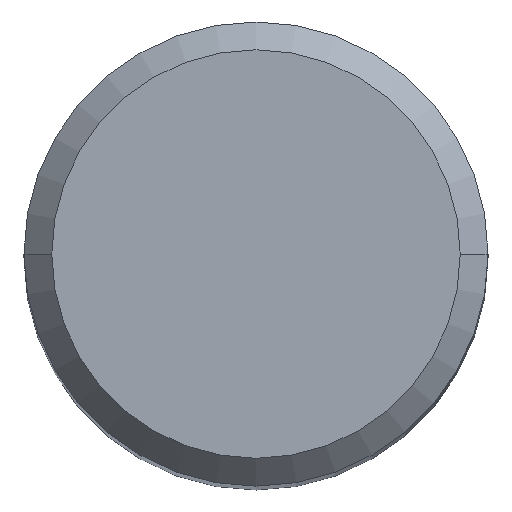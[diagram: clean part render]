
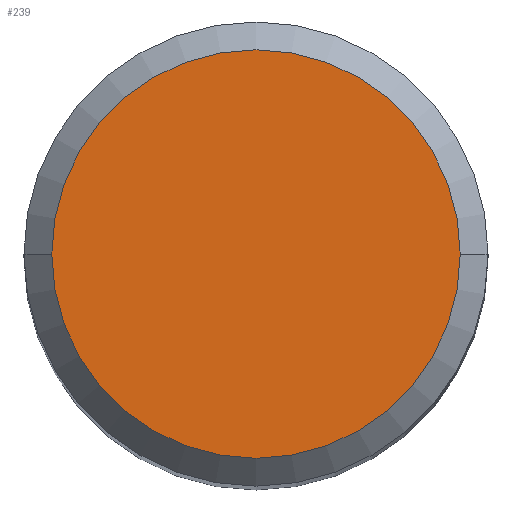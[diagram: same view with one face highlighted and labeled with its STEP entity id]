
A CAD part, top view. The second image highlights one B-rep face of the part: STEP entity #239.
In plain terms, the highlighted planar face has unit normal (0, 0, 1).
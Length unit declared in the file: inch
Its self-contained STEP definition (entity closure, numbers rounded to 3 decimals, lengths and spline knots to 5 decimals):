
#2 = VERTEX_POINT ( 'NONE', #61 ) ;
#13 = DIRECTION ( 'NONE',  ( 0., 0., 1. ) ) ;
#14 = EDGE_CURVE ( 'NONE', #198, #2, #113, .T. ) ;
#30 = CARTESIAN_POINT ( 'NONE',  ( -0.11, 0., 2. ) ) ;
#31 = AXIS2_PLACEMENT_3D ( 'NONE', #42, #171, #124 ) ;
#42 = CARTESIAN_POINT ( 'NONE',  ( 0., 0., 2. ) ) ;
#49 = CARTESIAN_POINT ( 'NONE',  ( 0., 0., 2. ) ) ;
#61 = CARTESIAN_POINT ( 'NONE',  ( 0.11, 0., 2. ) ) ;
#66 = EDGE_CURVE ( 'NONE', #2, #198, #235, .T. ) ;
#77 = AXIS2_PLACEMENT_3D ( 'NONE', #49, #222, #247 ) ;
#80 = CARTESIAN_POINT ( 'NONE',  ( 0., 0., 2. ) ) ;
#110 = FACE_OUTER_BOUND ( 'NONE', #177, .T. ) ;
#113 = CIRCLE ( 'NONE', #201, 0.11 ) ;
#124 = DIRECTION ( 'NONE',  ( 1., 0., 0. ) ) ;
#164 = ORIENTED_EDGE ( 'NONE', *, *, #66, .T. ) ;
#171 = DIRECTION ( 'NONE',  ( 0., 0., 1. ) ) ;
#177 = EDGE_LOOP ( 'NONE', ( #223, #164 ) ) ;
#198 = VERTEX_POINT ( 'NONE', #30 ) ;
#201 = AXIS2_PLACEMENT_3D ( 'NONE', #80, #13, #206 ) ;
#206 = DIRECTION ( 'NONE',  ( 1., 0., 0. ) ) ;
#222 = DIRECTION ( 'NONE',  ( 0., 0., 1. ) ) ;
#223 = ORIENTED_EDGE ( 'NONE', *, *, #14, .T. ) ;
#235 = CIRCLE ( 'NONE', #31, 0.11 ) ;
#239 = ADVANCED_FACE ( 'NONE', ( #110 ), #296, .T. ) ;
#247 = DIRECTION ( 'NONE',  ( 1., 0., 0. ) ) ;
#296 = PLANE ( 'NONE',  #77 ) ;
